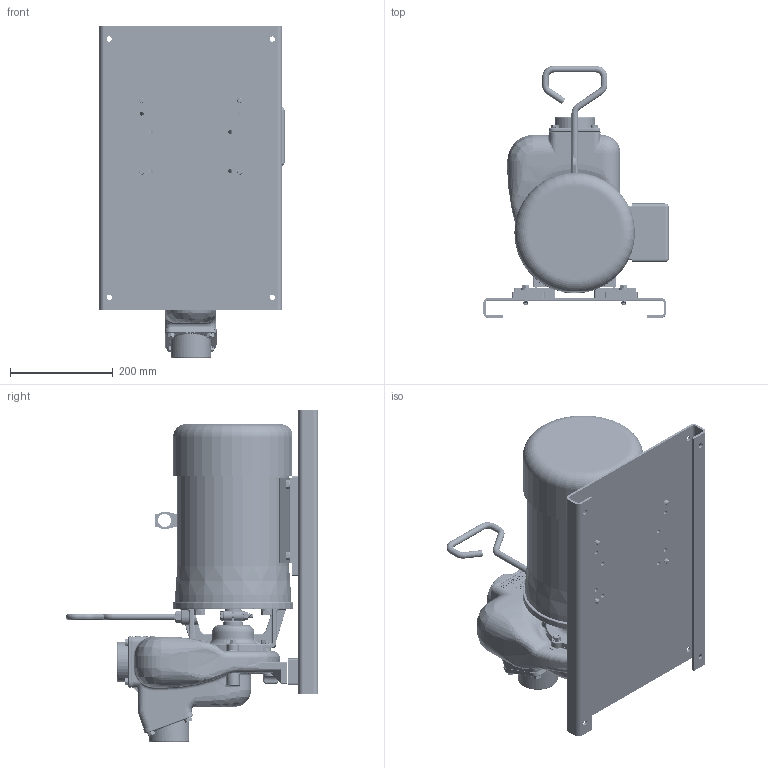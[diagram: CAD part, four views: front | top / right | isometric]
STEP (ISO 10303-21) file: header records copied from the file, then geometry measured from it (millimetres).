
FILE_DESCRIPTION((''),'2;1');
FILE_NAME('234PIE5.stp','2013-06-18T11:21:15',('mclevenger'),(''),'Autodesk Inventor 2013','Autodesk Inventor 2013','');
FILE_SCHEMA(('AUTOMOTIVE_DESIGN { 1 0 10303 214 1 1 1 1 }'));
Length unit declared in the file: inch
Products named in the file (40): 234PIE5; 17126; 17026; 17000; 17002; 17013; 17016; 17016X; 17021; 17020; 18016; V07019; V07018; 17019; 17011; 17130; V10118; 17042; BEM5; 17704; 17701; V10119; 15022; 17406; 17408; 17009B; 17010; 17018; 18129; 18029A; 18029B; V20019; V20018; BF207; 17446; 18125; 17449; 18058; UV15163; 12777
Assembly tree (86 placements, depth 4):
  234PIE5
    17126
      17026
      17000
      17002
      17013
      17016
        17016X
        17021
        17020
        18016
        V07019
        V07018
      17019  x8
      17011
      17130  x2
      V10118  x8
      17042  x6
    BEM5
    V10118  x6
    17704  x4
    17701
    V10119  x6
    15022
    17406
    17408
    17009B
    17010
    17018
    18129
      18029A
      18029B
      V20019  x2
      V20018  x2
      BF207  x2
    17446
    18125
    17449  x4
    18058  x4
    V20018  x4
    UV15163
    12777
Bounding box: 360.48 x 490.32 x 646.18 mm (x, y, z)
Volume: 18931922.6 mm3; surface area: 1909232.6 mm2
Topology: 89 solids, 90 shells, 6834 faces, 15669 edges, 9031 vertices
Faces by surface type: cylinder 2490, cone 1906, plane 1227, bspline 825, torus 331, sphere 55
Full cylindrical faces by diameter (mm): 6.401 x16, 6.858 x2, 7.144 x1, 7.798 x12, 7.938 x20, 8.712 x8, 9.525 x6, 9.906 x1, 10.319 x4, 10.414 x14, 10.592 x5, 12.7 x7, 13.741 x10, 14.275 x4, 14.351 x2, 18.542 x6, 25.4 x1, 25.527 x1, 28.575 x2, 28.702 x1, 31.75 x1, 38.1 x2, 38.862 x2, 40.45 x1, 41.148 x1, 41.275 x1, 41.91 x1, 44.196 x1, 44.45 x2, 44.958 x1
Entity records: 169955 total; most frequent: CARTESIAN_POINT 82017, ORIENTED_EDGE 18386, DIRECTION 16761, EDGE_CURVE 9193, AXIS2_PLACEMENT_3D 6559, VERTEX_POINT 5650, EDGE_LOOP 4597, FACE_OUTER_BOUND 4007
